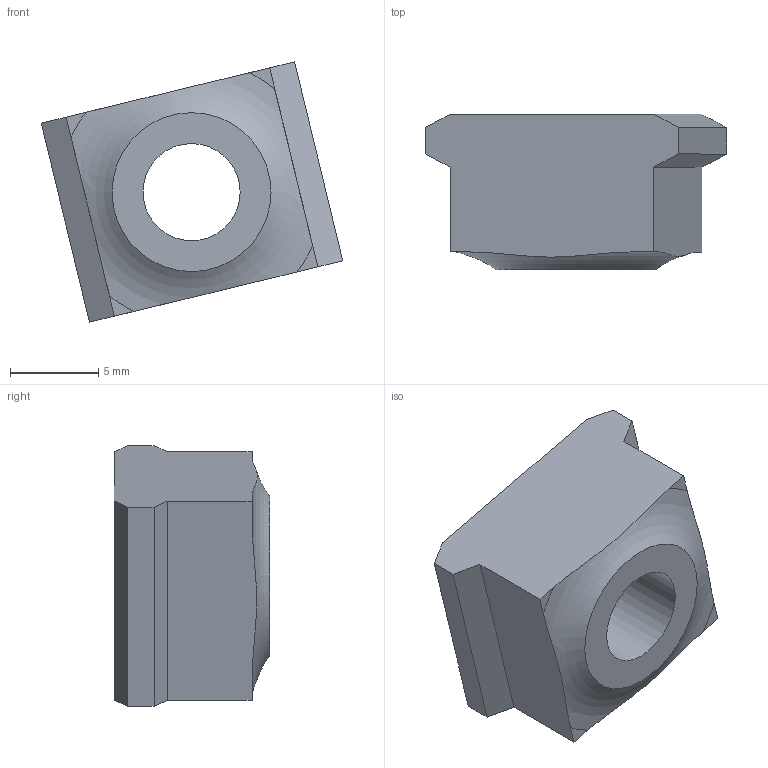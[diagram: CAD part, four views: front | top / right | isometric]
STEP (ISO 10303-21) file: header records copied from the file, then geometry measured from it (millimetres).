
FILE_DESCRIPTION(/* description */ (''),/* implementation_level */ '2;1');
FILE_NAME(/* name */ '5f41a5e1b942ca119961c27c',/* time_stamp */ '2020-08-22T23:10:26+00:00',/* author */ (''),/* organization */ (''),/* preprocessor_version */ 'ST-DEVELOPER v16.7',/* originating_system */ $,/* authorisation */ $);
FILE_SCHEMA (('AUTOMOTIVE_DESIGN {1 0 10303 214 3 1 1}'));
Length unit declared in the file: metre
Products named in the file (1): Idler Mount
Bounding box: 17.06 x 8.8 x 14.74 mm (x, y, z)
Volume: 925.4 mm3; surface area: 845.6 mm2
Topology: 1 solids, 1 shells, 25 faces, 66 edges, 44 vertices
Faces by surface type: plane 23, cylinder 1, torus 1
Full cylindrical faces by diameter (mm): 5.5 x1
Entity records: 790 total; most frequent: CARTESIAN_POINT 148, ORIENTED_EDGE 126, DIRECTION 118, EDGE_CURVE 63, LINE 52, VECTOR 52, VERTEX_POINT 43, AXIS2_PLACEMENT_3D 33
